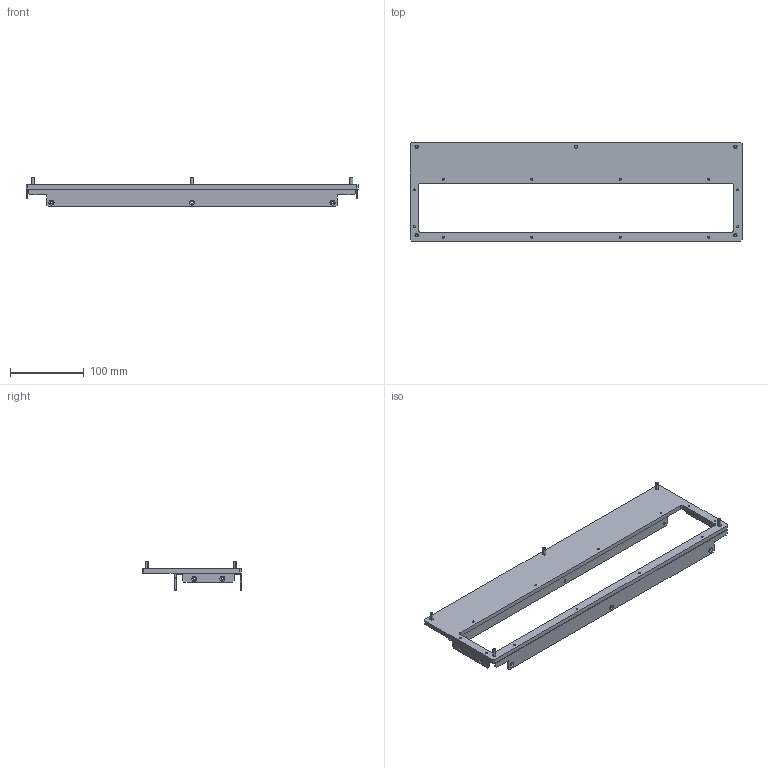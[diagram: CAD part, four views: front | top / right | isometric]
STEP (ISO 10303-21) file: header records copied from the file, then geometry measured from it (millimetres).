
FILE_DESCRIPTION (( 'STEP AP214' ), '1' );
FILE_NAME ('INGUN_114521.STEP', '2024-05-17T10:16:14', ( '' ), ( '' ), 'SwSTEP 2.0', 'SolidWorks 2021', '' );
FILE_SCHEMA (( 'AUTOMOTIVE_DESIGN' ));
Length unit declared in the file: millimetre
Products named in the file (6): 114517~0_S; INGUN_114521; DIN7991~n_M03,0x006; 114516~0_S; 114518~1; DIN7991~n_M04,0x016
Assembly tree (22 placements, depth 2):
  INGUN_114521
    114518~1
    114516~0_S  x2
    114517~0_S  x2
    DIN7991~n_M04,0x016  x5
    DIN7991~n_M03,0x006  x12
Bounding box: 450 x 134.8 x 39.89 mm (x, y, z)
Volume: 251503.8 mm3; surface area: 144288.9 mm2
Topology: 22 solids, 22 shells, 686 faces, 1719 edges, 1094 vertices
Faces by surface type: cylinder 439, plane 125, cone 122
Entity records: 6666 total; most frequent: DIRECTION 1170, CARTESIAN_POINT 1029, ORIENTED_EDGE 992, EDGE_CURVE 496, AXIS2_PLACEMENT_3D 457, VERTEX_POINT 316, VECTOR 256, LINE 256
